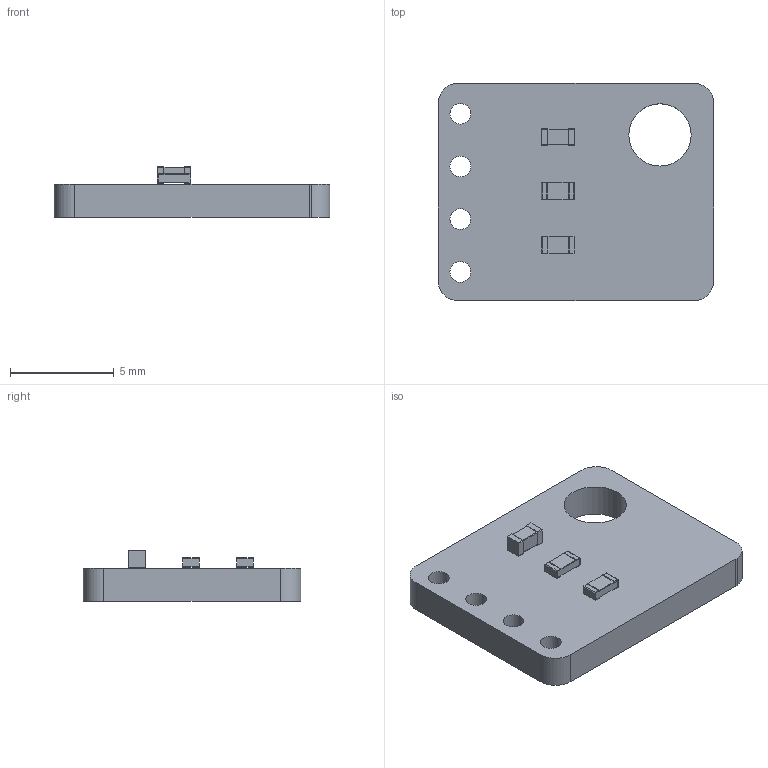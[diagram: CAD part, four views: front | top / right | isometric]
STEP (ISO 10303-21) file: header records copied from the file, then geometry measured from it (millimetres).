
FILE_DESCRIPTION(('KiCad electronic assembly'),'2;1');
FILE_NAME('SHTxx_woPins.step','2025-05-24T19:50:01',('Pcbnew'),('Kicad') ,'Open CASCADE STEP processor 7.8','KiCad to STEP converter','Unknown' );
FILE_SCHEMA(('AUTOMOTIVE_DESIGN { 1 0 10303 214 1 1 1 1 }'));
Length unit declared in the file: millimetre
Products named in the file (6): SHTxx_woPins 1; R_0603_1608Metric; C_0603_1608Metric; _autosave-SHTxx_PCB
Assembly tree (6 placements, depth 3):
  SHTxx_woPins 1
    R_0603_1608Metric  x2
      R_0603_1608Metric
    C_0603_1608Metric
      C_0603_1608Metric
    _autosave-SHTxx_PCB
Bounding box: 13.3 x 10.5 x 2.45 mm (x, y, z)
Volume: 207.7 mm3; surface area: 381.5 mm2
Topology: 4 solids, 4 shells, 98 faces, 256 edges, 168 vertices
Faces by surface type: plane 61, cylinder 37
Full cylindrical faces by diameter (mm): 1 x4, 3 x1
Entity records: 2735 total; most frequent: DIRECTION 404, CARTESIAN_POINT 391, ORIENTED_EDGE 376, EDGE_CURVE 188, AXIS2_PLACEMENT_3D 137, LINE 130, VECTOR 130, VERTEX_POINT 124
